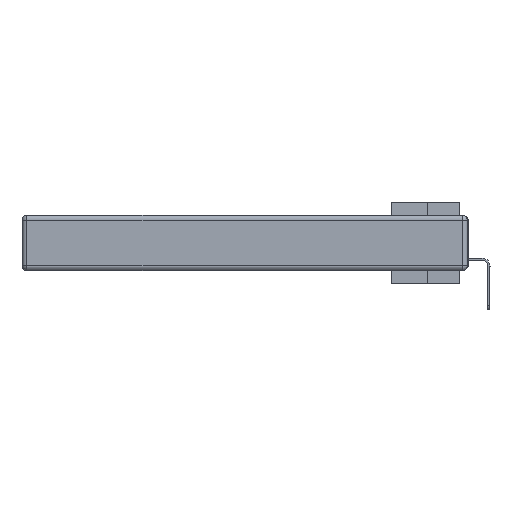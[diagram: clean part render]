
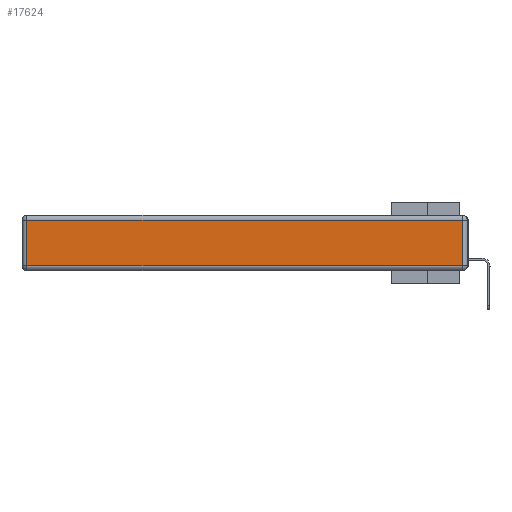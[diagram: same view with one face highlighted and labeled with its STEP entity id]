
A CAD part, left-side view. The second image highlights one B-rep face of the part: STEP entity #17624.
In plain terms, the highlighted planar face has unit normal (-1, 0, 0).
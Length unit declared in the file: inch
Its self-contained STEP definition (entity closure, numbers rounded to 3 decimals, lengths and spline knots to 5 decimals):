
#273 = ORIENTED_EDGE ( 'NONE', *, *, #32134, .T. ) ;
#1299 = ORIENTED_EDGE ( 'NONE', *, *, #3938, .T. ) ;
#1375 = ORIENTED_EDGE ( 'NONE', *, *, #6097, .T. ) ;
#2329 = VECTOR ( 'NONE', #33147, 39.37008 ) ;
#2707 = AXIS2_PLACEMENT_3D ( 'NONE', #7695, #13048, #15745 ) ;
#3938 = EDGE_CURVE ( 'NONE', #17768, #7498, #16758, .T. ) ;
#5172 = CARTESIAN_POINT ( 'NONE',  ( 0., 2.72, -0.03 ) ) ;
#5290 = EDGE_LOOP ( 'NONE', ( #1375, #26737, #273, #1299 ) ) ;
#6097 = EDGE_CURVE ( 'NONE', #7498, #28262, #16587, .T. ) ;
#6785 = DIRECTION ( 'NONE',  ( 0., -1., 0. ) ) ;
#7498 = VERTEX_POINT ( 'NONE', #35914 ) ;
#7695 = CARTESIAN_POINT ( 'NONE',  ( 0., 0., -0.343 ) ) ;
#7907 = VECTOR ( 'NONE', #6785, 39.37008 ) ;
#9787 = VECTOR ( 'NONE', #14247, 39.37008 ) ;
#11288 = EDGE_CURVE ( 'NONE', #28262, #26906, #28736, .T. ) ;
#12005 = CARTESIAN_POINT ( 'NONE',  ( 0., 0., -0.313 ) ) ;
#12598 = CARTESIAN_POINT ( 'NONE',  ( 0., 0.03, -0.03 ) ) ;
#12803 = PLANE ( 'NONE',  #2707 ) ;
#13048 = DIRECTION ( 'NONE',  ( -1., 0., 0. ) ) ;
#14247 = DIRECTION ( 'NONE',  ( 0., 0., -1. ) ) ;
#15745 = DIRECTION ( 'NONE',  ( 0., 0., 1. ) ) ;
#16587 = LINE ( 'NONE', #12005, #7907 ) ;
#16758 = LINE ( 'NONE', #30856, #9787 ) ;
#17624 = ADVANCED_FACE ( 'NONE', ( #33903 ), #12803, .T. ) ;
#17768 = VERTEX_POINT ( 'NONE', #5172 ) ;
#19058 = CARTESIAN_POINT ( 'NONE',  ( 0., 0.03, -0.313 ) ) ;
#20469 = VECTOR ( 'NONE', #32427, 39.37008 ) ;
#26737 = ORIENTED_EDGE ( 'NONE', *, *, #11288, .T. ) ;
#26906 = VERTEX_POINT ( 'NONE', #12598 ) ;
#27092 = CARTESIAN_POINT ( 'NONE',  ( 0., 0.03, -0.343 ) ) ;
#28262 = VERTEX_POINT ( 'NONE', #19058 ) ;
#28736 = LINE ( 'NONE', #27092, #20469 ) ;
#30364 = CARTESIAN_POINT ( 'NONE',  ( 0., 2.75, -0.03 ) ) ;
#30856 = CARTESIAN_POINT ( 'NONE',  ( 0., 2.72, -0.343 ) ) ;
#32134 = EDGE_CURVE ( 'NONE', #26906, #17768, #35721, .T. ) ;
#32427 = DIRECTION ( 'NONE',  ( 0., 0., 1. ) ) ;
#33147 = DIRECTION ( 'NONE',  ( 0., 1., 0. ) ) ;
#33903 = FACE_OUTER_BOUND ( 'NONE', #5290, .T. ) ;
#35721 = LINE ( 'NONE', #30364, #2329 ) ;
#35914 = CARTESIAN_POINT ( 'NONE',  ( 0., 2.72, -0.313 ) ) ;
